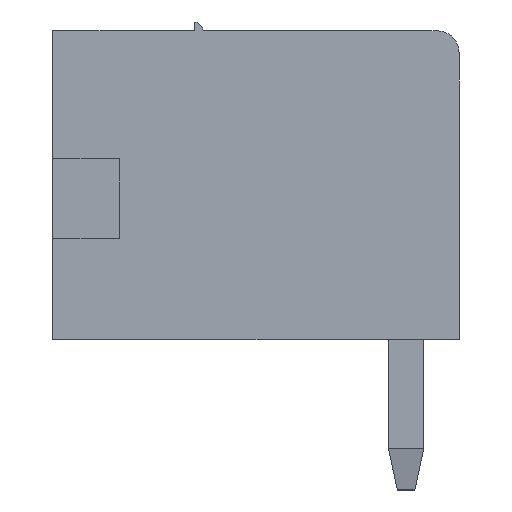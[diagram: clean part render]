
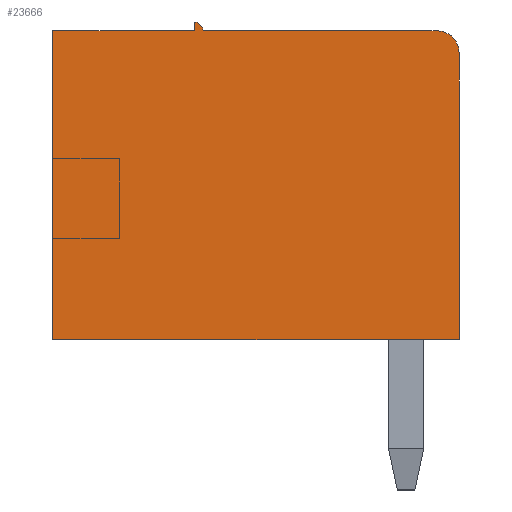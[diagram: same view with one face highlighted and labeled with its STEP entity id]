
A CAD part, left-side view. The second image highlights one B-rep face of the part: STEP entity #23666.
In plain terms, the highlighted planar face has unit normal (-1, 0, 0).
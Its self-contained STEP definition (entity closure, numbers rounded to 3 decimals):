
#312 = DIRECTION ( 'NONE',  ( 0., 0., 1. ) ) ;
#429 = DIRECTION ( 'NONE',  ( 0., 0., 1. ) ) ;
#1746 = VECTOR ( 'NONE', #47521, 1000. ) ;
#2547 = AXIS2_PLACEMENT_3D ( 'NONE', #16226, #4502, #34980 ) ;
#3666 = VERTEX_POINT ( 'NONE', #30082 ) ;
#4502 = DIRECTION ( 'NONE',  ( -1., 0., 0. ) ) ;
#4525 = VERTEX_POINT ( 'NONE', #23876 ) ;
#4874 = VECTOR ( 'NONE', #37100, 1000. ) ;
#6325 = DIRECTION ( 'NONE',  ( 0., 0., 1. ) ) ;
#6536 = ORIENTED_EDGE ( 'NONE', *, *, #8213, .T. ) ;
#8213 = EDGE_CURVE ( 'NONE', #3666, #4525, #47180, .T. ) ;
#10632 = LINE ( 'NONE', #36906, #37956 ) ;
#12322 = CARTESIAN_POINT ( 'NONE',  ( 0., 9.2, 7. ) ) ;
#13713 = AXIS2_PLACEMENT_3D ( 'NONE', #30850, #41958, #429 ) ;
#13917 = EDGE_CURVE ( 'NONE', #15822, #21671, #18850, .T. ) ;
#14347 = ORIENTED_EDGE ( 'NONE', *, *, #35454, .F. ) ;
#15822 = VERTEX_POINT ( 'NONE', #22236 ) ;
#16226 = CARTESIAN_POINT ( 'NONE',  ( 0., 0.5, 6.5 ) ) ;
#16659 = PLANE ( 'NONE',  #28632 ) ;
#16861 = LINE ( 'NONE', #20531, #37430 ) ;
#18236 = LINE ( 'NONE', #47033, #23202 ) ;
#18850 = LINE ( 'NONE', #48133, #4874 ) ;
#19891 = FACE_OUTER_BOUND ( 'NONE', #37389, .T. ) ;
#20359 = VECTOR ( 'NONE', #24810, 1000. ) ;
#20531 = CARTESIAN_POINT ( 'NONE',  ( 0., 0., 7. ) ) ;
#20816 = EDGE_CURVE ( 'NONE', #46032, #3666, #34961, .T. ) ;
#21671 = VERTEX_POINT ( 'NONE', #35794 ) ;
#22048 = EDGE_CURVE ( 'NONE', #15822, #34485, #10632, .T. ) ;
#22236 = CARTESIAN_POINT ( 'NONE',  ( 0., 9.2, 0. ) ) ;
#23202 = VECTOR ( 'NONE', #36016, 1000. ) ;
#23253 = VERTEX_POINT ( 'NONE', #41527 ) ;
#23666 = ADVANCED_FACE ( 'NONE', ( #19891 ), #16659, .F. ) ;
#23876 = CARTESIAN_POINT ( 'NONE',  ( 0., 6., 7. ) ) ;
#24810 = DIRECTION ( 'NONE',  ( 0., 0., -1. ) ) ;
#25665 = EDGE_CURVE ( 'NONE', #34485, #4525, #18236, .T. ) ;
#26849 = EDGE_CURVE ( 'NONE', #21671, #43665, #16861, .T. ) ;
#28505 = CARTESIAN_POINT ( 'NONE',  ( 0., 6., 7. ) ) ;
#28632 = AXIS2_PLACEMENT_3D ( 'NONE', #12322, #34443, #46706 ) ;
#29298 = ORIENTED_EDGE ( 'NONE', *, *, #34865, .T. ) ;
#29809 = ORIENTED_EDGE ( 'NONE', *, *, #20816, .T. ) ;
#29940 = CARTESIAN_POINT ( 'NONE',  ( 0., 5.8, 7. ) ) ;
#30082 = CARTESIAN_POINT ( 'NONE',  ( 0., 6., 7.2 ) ) ;
#30850 = CARTESIAN_POINT ( 'NONE',  ( 0., 6., 7. ) ) ;
#32512 = ORIENTED_EDGE ( 'NONE', *, *, #26849, .T. ) ;
#32597 = ORIENTED_EDGE ( 'NONE', *, *, #25665, .F. ) ;
#32800 = LINE ( 'NONE', #47754, #1746 ) ;
#34443 = DIRECTION ( 'NONE',  ( 1., 0., 0. ) ) ;
#34485 = VERTEX_POINT ( 'NONE', #39460 ) ;
#34865 = EDGE_CURVE ( 'NONE', #43665, #23253, #37081, .T. ) ;
#34961 = CIRCLE ( 'NONE', #13713, 0.2 ) ;
#34980 = DIRECTION ( 'NONE',  ( 0., 0., -1. ) ) ;
#35454 = EDGE_CURVE ( 'NONE', #46032, #23253, #32800, .T. ) ;
#35794 = CARTESIAN_POINT ( 'NONE',  ( 0., 0., 0. ) ) ;
#36016 = DIRECTION ( 'NONE',  ( 0., -1., 0. ) ) ;
#36295 = CARTESIAN_POINT ( 'NONE',  ( 0., 0., 6.5 ) ) ;
#36906 = CARTESIAN_POINT ( 'NONE',  ( 0., 9.2, 7. ) ) ;
#37081 = CIRCLE ( 'NONE', #2547, 0.5 ) ;
#37100 = DIRECTION ( 'NONE',  ( 0., -1., 0. ) ) ;
#37389 = EDGE_LOOP ( 'NONE', ( #32512, #29298, #14347, #29809, #6536, #32597, #42571, #43225 ) ) ;
#37430 = VECTOR ( 'NONE', #6325, 1000. ) ;
#37956 = VECTOR ( 'NONE', #312, 1000. ) ;
#39460 = CARTESIAN_POINT ( 'NONE',  ( 0., 9.2, 7. ) ) ;
#41527 = CARTESIAN_POINT ( 'NONE',  ( 0., 0.5, 7. ) ) ;
#41958 = DIRECTION ( 'NONE',  ( -1., 0., 0. ) ) ;
#42571 = ORIENTED_EDGE ( 'NONE', *, *, #22048, .F. ) ;
#43225 = ORIENTED_EDGE ( 'NONE', *, *, #13917, .T. ) ;
#43665 = VERTEX_POINT ( 'NONE', #36295 ) ;
#46032 = VERTEX_POINT ( 'NONE', #29940 ) ;
#46706 = DIRECTION ( 'NONE',  ( 0., 0., -1. ) ) ;
#47033 = CARTESIAN_POINT ( 'NONE',  ( 0., 9.2, 7. ) ) ;
#47180 = LINE ( 'NONE', #28505, #20359 ) ;
#47521 = DIRECTION ( 'NONE',  ( 0., -1., 0. ) ) ;
#47754 = CARTESIAN_POINT ( 'NONE',  ( 0., 9.2, 7. ) ) ;
#48133 = CARTESIAN_POINT ( 'NONE',  ( 0., 9.2, 0. ) ) ;
